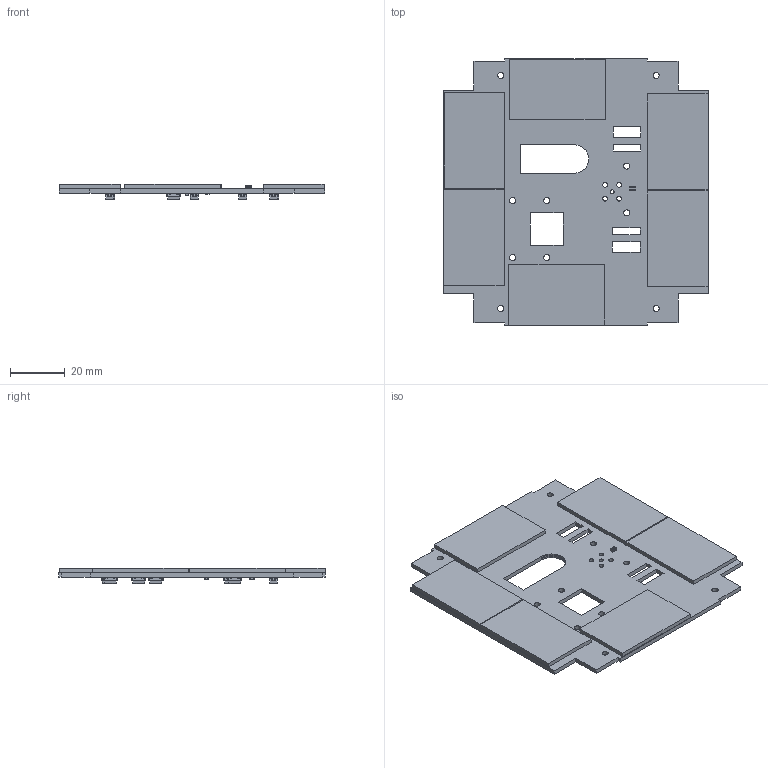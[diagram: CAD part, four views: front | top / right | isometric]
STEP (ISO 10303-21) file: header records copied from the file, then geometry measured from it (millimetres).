
FILE_DESCRIPTION(('KiCad electronic assembly'),'2;1');
FILE_NAME('Z_Panels.step','2024-05-04T16:42:10',('Pcbnew'),('Kicad'), 'Open CASCADE STEP processor 7.7','KiCad to STEP converter','Unknown' );
FILE_SCHEMA(('AUTOMOTIVE_DESIGN { 1 0 10303 214 1 1 1 1 }'));
Length unit declared in the file: millimetre
Products named in the file (12): Z_Panels 1; SM101K07TF v3; HHM1589D1; (Unsaved); SMA (DO-214AC); C_0603_1608Metric; R_0603_1608Metric; Z_Panels PCB
Assembly tree (26 placements, depth 3):
  Z_Panels 1
    SM101K07TF v3  x6
      SM101K07TF v3
    HHM1589D1
      (Unsaved)
    SMA (DO-214AC)  x7
      (Unsaved)
    C_0603_1608Metric  x4
      C_0603_1608Metric
    R_0603_1608Metric  x2
      R_0603_1608Metric
    Z_Panels PCB
Bounding box: 96.97 x 97.33 x 5.51 mm (x, y, z)
Volume: 20414 mm3; surface area: 28608.8 mm2
Topology: 28 solids, 28 shells, 2035 faces, 5277 edges, 3334 vertices
Faces by surface type: plane 1157, cylinder 401, bspline 385, sphere 92
Full cylindrical faces by diameter (mm): 1.5 x1, 1.7 x4, 2 x12, 2.2 x10
Entity records: 44337 total; most frequent: CARTESIAN_POINT 13522, DIRECTION 5003, LINE 3273, VECTOR 3273, ORIENTED_EDGE 2806, PCURVE 2806, DEFINITIONAL_REPRESENTATION 2806, EDGE_CURVE 1403
